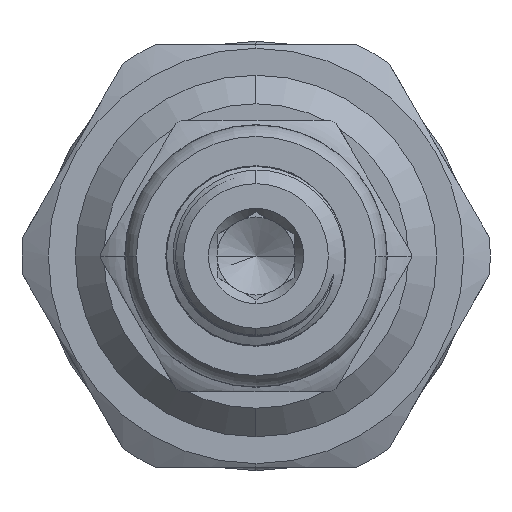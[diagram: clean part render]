
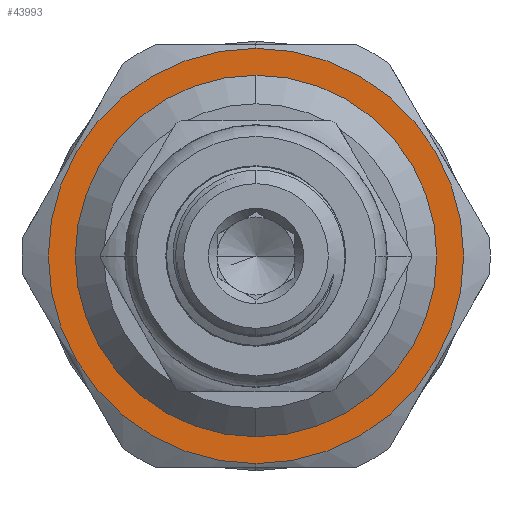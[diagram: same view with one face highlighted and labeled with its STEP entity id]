
A CAD part, left-side view. The second image highlights one B-rep face of the part: STEP entity #43993.
In plain terms, the highlighted planar face has unit normal (-1, 0, 0).
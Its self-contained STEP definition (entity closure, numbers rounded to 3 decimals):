
#1701 = CARTESIAN_POINT ( 'NONE',  ( -197.837, 0., 0. ) ) ;
#2618 = AXIS2_PLACEMENT_3D ( 'NONE', #1701, #42232, #6382 ) ;
#3205 = VERTEX_POINT ( 'NONE', #53333 ) ;
#3299 = CARTESIAN_POINT ( 'NONE',  ( -197.837, 0., 0. ) ) ;
#3520 = CIRCLE ( 'NONE', #2618, 10.91 ) ;
#6382 = DIRECTION ( 'NONE',  ( 0., 0., 1. ) ) ;
#7930 = AXIS2_PLACEMENT_3D ( 'NONE', #26163, #53236, #57542 ) ;
#9858 = EDGE_LOOP ( 'NONE', ( #34682, #57452 ) ) ;
#10676 = CARTESIAN_POINT ( 'NONE',  ( -197.837, 0., 0. ) ) ;
#11358 = AXIS2_PLACEMENT_3D ( 'NONE', #3299, #29745, #38542 ) ;
#12354 = CIRCLE ( 'NONE', #53883, 9.5 ) ;
#12987 = VERTEX_POINT ( 'NONE', #53815 ) ;
#12993 = PLANE ( 'NONE',  #7930 ) ;
#14748 = CIRCLE ( 'NONE', #52391, 10.91 ) ;
#20201 = CARTESIAN_POINT ( 'NONE',  ( -197.837, 0., 9.5 ) ) ;
#20458 = EDGE_CURVE ( 'NONE', #58065, #49386, #38424, .T. ) ;
#23649 = EDGE_CURVE ( 'NONE', #49386, #58065, #12354, .T. ) ;
#26163 = CARTESIAN_POINT ( 'NONE',  ( -197.837, 9.5, 0. ) ) ;
#27201 = FACE_BOUND ( 'NONE', #9858, .T. ) ;
#29324 = ORIENTED_EDGE ( 'NONE', *, *, #41905, .T. ) ;
#29745 = DIRECTION ( 'NONE',  ( -1., 0., 0. ) ) ;
#31838 = CARTESIAN_POINT ( 'NONE',  ( -197.837, 0., -9.5 ) ) ;
#32116 = ORIENTED_EDGE ( 'NONE', *, *, #32333, .T. ) ;
#32333 = EDGE_CURVE ( 'NONE', #3205, #12987, #14748, .T. ) ;
#34682 = ORIENTED_EDGE ( 'NONE', *, *, #23649, .F. ) ;
#37052 = FACE_OUTER_BOUND ( 'NONE', #57807, .T. ) ;
#38424 = CIRCLE ( 'NONE', #11358, 9.5 ) ;
#38542 = DIRECTION ( 'NONE',  ( 0., 0., 1. ) ) ;
#41905 = EDGE_CURVE ( 'NONE', #12987, #3205, #3520, .T. ) ;
#42232 = DIRECTION ( 'NONE',  ( -1., 0., 0. ) ) ;
#43993 = ADVANCED_FACE ( 'NONE', ( #27201, #37052 ), #12993, .F. ) ;
#44046 = CARTESIAN_POINT ( 'NONE',  ( -197.837, 0., 0. ) ) ;
#46530 = DIRECTION ( 'NONE',  ( -1., 0., 0. ) ) ;
#48568 = DIRECTION ( 'NONE',  ( -1., 0., 0. ) ) ;
#49386 = VERTEX_POINT ( 'NONE', #20201 ) ;
#52391 = AXIS2_PLACEMENT_3D ( 'NONE', #10676, #46530, #54986 ) ;
#53236 = DIRECTION ( 'NONE',  ( 1., 0., 0. ) ) ;
#53333 = CARTESIAN_POINT ( 'NONE',  ( -197.837, 0., -10.91 ) ) ;
#53477 = DIRECTION ( 'NONE',  ( 0., 0., 1. ) ) ;
#53815 = CARTESIAN_POINT ( 'NONE',  ( -197.837, 0., 10.91 ) ) ;
#53883 = AXIS2_PLACEMENT_3D ( 'NONE', #44046, #48568, #53477 ) ;
#54986 = DIRECTION ( 'NONE',  ( 0., 0., 1. ) ) ;
#57452 = ORIENTED_EDGE ( 'NONE', *, *, #20458, .F. ) ;
#57542 = DIRECTION ( 'NONE',  ( 0., 0., -1. ) ) ;
#57807 = EDGE_LOOP ( 'NONE', ( #32116, #29324 ) ) ;
#58065 = VERTEX_POINT ( 'NONE', #31838 ) ;
